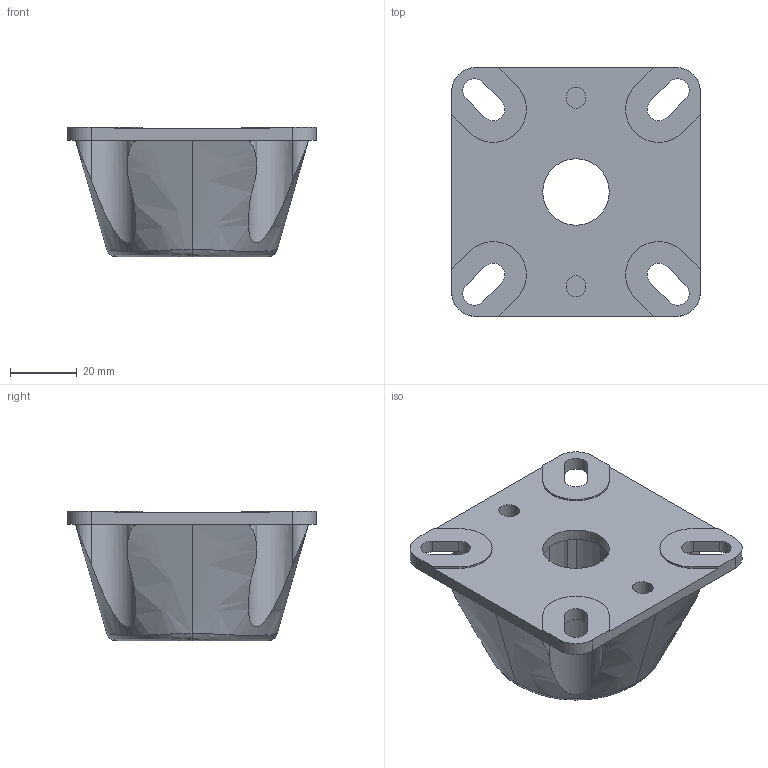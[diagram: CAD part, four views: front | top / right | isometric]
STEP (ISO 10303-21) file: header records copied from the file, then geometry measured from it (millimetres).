
FILE_DESCRIPTION(/* description */ (''),/* implementation_level */ '2;1');
FILE_NAME(/* name */ '1657279353666.stp',/* time_stamp */ '2022-07-08T13:22:36+02:00',/* author */ (''),/* organization */ ('SMS'),/* preprocessor_version */ 'ST-DEVELOPER v16.7',/* originating_system */ 'SIEMENS PLM Software NX 12.0',/* authorisation */ '');
FILE_SCHEMA (('AUTOMOTIVE_DESIGN { 1 0 10303 214 3 1 1 1 }'));
Length unit declared in the file: millimetre
Products named in the file (1): 204224508mod000_00
Bounding box: 74.7 x 74.7 x 39 mm (x, y, z)
Volume: 90300.2 mm3; surface area: 24288.2 mm2
Topology: 1 solids, 1 shells, 127 faces, 359 edges, 241 vertices
Faces by surface type: plane 77, cylinder 42, bspline 8
Full cylindrical faces by diameter (mm): 20 x1
Entity records: 4977 total; most frequent: CARTESIAN_POINT 1662, ORIENTED_EDGE 716, DIRECTION 624, EDGE_CURVE 358, VERTEX_POINT 238, LINE 234, VECTOR 234, AXIS2_PLACEMENT_3D 195
